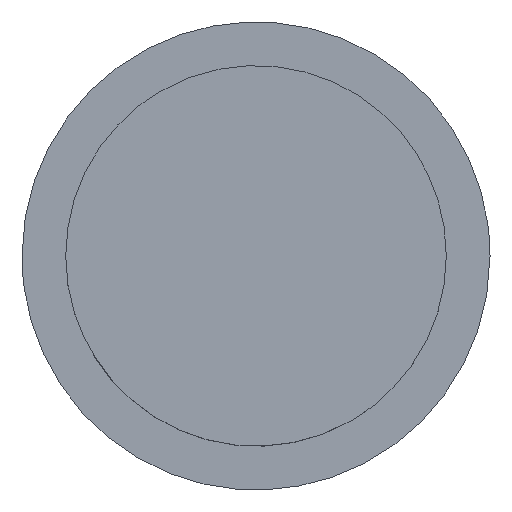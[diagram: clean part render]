
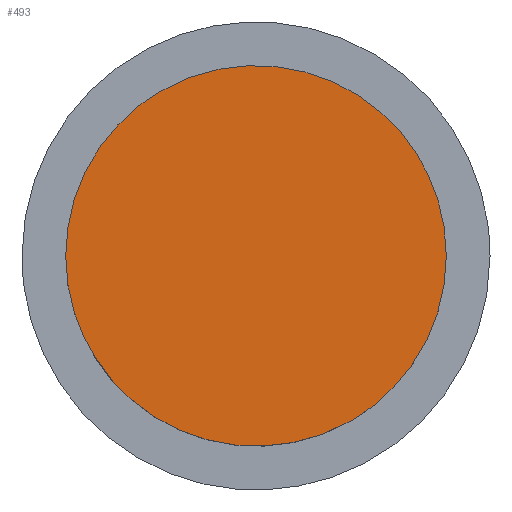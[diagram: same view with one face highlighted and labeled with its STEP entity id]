
A CAD part, top view. The second image highlights one B-rep face of the part: STEP entity #493.
In plain terms, the highlighted planar face has unit normal (0, 0, 1).
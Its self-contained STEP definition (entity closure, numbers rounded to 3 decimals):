
#493=ADVANCED_FACE('',(#818),#4477,.T.);
#818=FACE_OUTER_BOUND('',#1153,.T.);
#1153=EDGE_LOOP('',(#2376,#2377));
#2376=ORIENTED_EDGE('',*,*,#3217,.F.);
#2377=ORIENTED_EDGE('',*,*,#3210,.F.);
#3210=EDGE_CURVE('',#4381,#4385,#3925,.T.);
#3217=EDGE_CURVE('',#4385,#4381,#3932,.T.);
#3925=(
BOUNDED_CURVE()
B_SPLINE_CURVE(2,(#21080,#21081,#21082,#21083,#21084),.UNSPECIFIED.,.F.,
 .F.)
B_SPLINE_CURVE_WITH_KNOTS((3,2,3),(-1111.415,-926.179,
-740.943),.UNSPECIFIED.)
CURVE()
GEOMETRIC_REPRESENTATION_ITEM()
RATIONAL_B_SPLINE_CURVE((1.,0.707,1.,0.707,1.))
REPRESENTATION_ITEM('')
);
#3932=(
BOUNDED_CURVE()
B_SPLINE_CURVE(2,(#21106,#21107,#21108,#21109,#21110),.UNSPECIFIED.,.F.,
 .F.)
B_SPLINE_CURVE_WITH_KNOTS((3,2,3),(-740.943,-555.707,
-370.472),.UNSPECIFIED.)
CURVE()
GEOMETRIC_REPRESENTATION_ITEM()
RATIONAL_B_SPLINE_CURVE((1.,0.707,1.,0.707,1.))
REPRESENTATION_ITEM('')
);
#4381=VERTEX_POINT('',#21072);
#4385=VERTEX_POINT('',#21076);
#4477=PLANE('',#4918);
#4918=AXIS2_PLACEMENT_3D('',#21066,#5012,$);
#5012=DIRECTION('',(0.,0.,1.));
#21066=CARTESIAN_POINT('',(147.406,-147.406,960.75));
#21072=CARTESIAN_POINT('',(-58.962,102.126,960.75));
#21076=CARTESIAN_POINT('',(58.962,-102.126,960.75));
#21080=CARTESIAN_POINT('',(-58.962,102.126,960.75));
#21081=CARTESIAN_POINT('',(43.163,161.088,960.75));
#21082=CARTESIAN_POINT('',(102.126,58.962,960.75));
#21083=CARTESIAN_POINT('',(161.088,-43.163,960.75));
#21084=CARTESIAN_POINT('',(58.962,-102.126,960.75));
#21106=CARTESIAN_POINT('',(58.962,-102.126,960.75));
#21107=CARTESIAN_POINT('',(-43.163,-161.088,960.75));
#21108=CARTESIAN_POINT('',(-102.126,-58.962,960.75));
#21109=CARTESIAN_POINT('',(-161.088,43.163,960.75));
#21110=CARTESIAN_POINT('',(-58.962,102.126,960.75));
